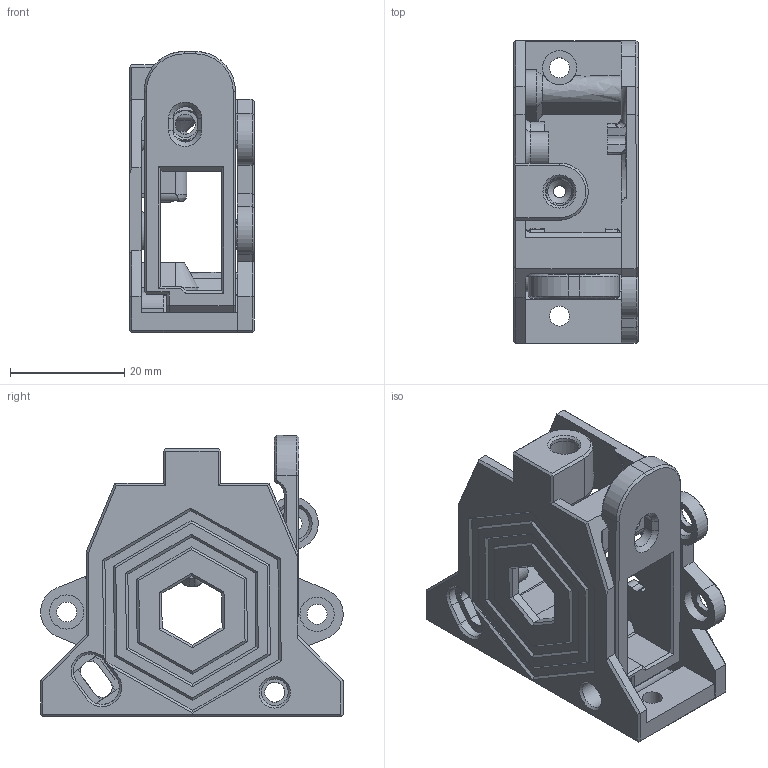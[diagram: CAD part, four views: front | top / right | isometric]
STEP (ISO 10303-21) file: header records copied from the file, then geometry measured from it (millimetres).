
FILE_DESCRIPTION(/* description */ (''),/* implementation_level */ '2;1');
FILE_NAME(/* name */ 'Roundtrip_LGX_v2.step',/* time_stamp */ '2023-09-26T10:39:13+01:00',/* author */ (''),/* organization */ (''),/* preprocessor_version */ 'ST-DEVELOPER v20',/* originating_system */ 'Autodesk Translation Framework v12.14.0.127',/* authorisation */ '');
FILE_SCHEMA (('AUTOMOTIVE_DESIGN { 1 0 10303 214 3 1 1 }'));
Length unit declared in the file: millimetre
Products named in the file (4): Roundtrip_LGX_Small_v2; Guidler; Front (1); Back (1)
Assembly tree (3 placements, depth 2):
  Roundtrip_LGX_Small_v2
    Guidler
    Front (1)
    Back (1)
Bounding box: 21.86 x 53.03 x 49.25 mm (x, y, z)
Volume: 16032.2 mm3; surface area: 14454.6 mm2
Topology: 3 solids, 3 shells, 477 faces, 1233 edges, 769 vertices
Faces by surface type: plane 301, cylinder 75, cone 56, bspline 33, torus 12
Full cylindrical faces by diameter (mm): 2.15 x2, 3.2 x1, 3.5 x9, 4.2 x2, 4.3 x1, 4.7 x3, 5 x1, 6 x6, 6.2 x1, 6.5 x1, 8 x1
Entity records: 16047 total; most frequent: CARTESIAN_POINT 4394, ORIENTED_EDGE 2466, DIRECTION 2288, EDGE_CURVE 1233, LINE 830, VECTOR 830, VERTEX_POINT 769, AXIS2_PLACEMENT_3D 729
